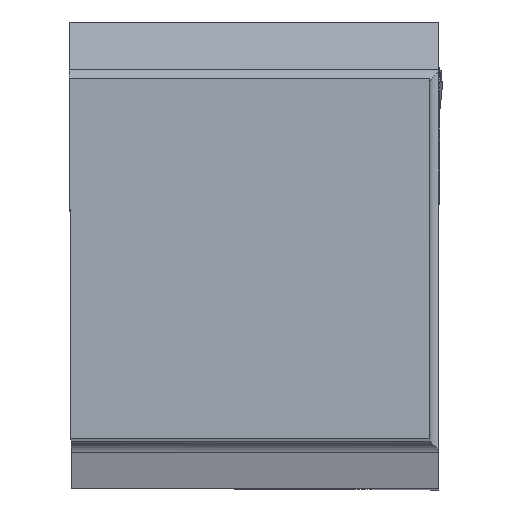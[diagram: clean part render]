
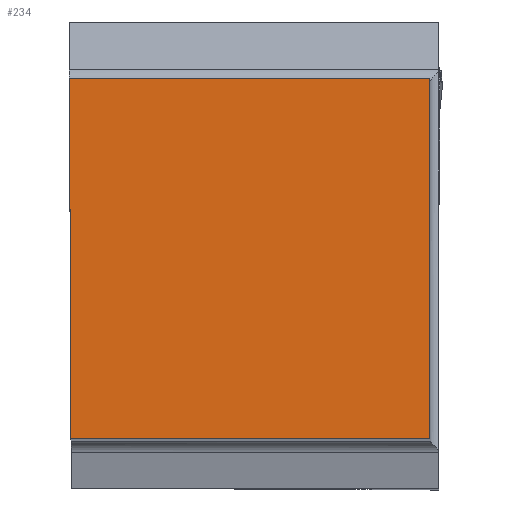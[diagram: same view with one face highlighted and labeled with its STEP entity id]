
A CAD part, top view. The second image highlights one B-rep face of the part: STEP entity #234.
In plain terms, the highlighted planar face has unit normal (0, 0, 1).
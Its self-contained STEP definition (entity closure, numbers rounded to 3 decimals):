
#234=ADVANCED_FACE('CU_BACK_SU1',(#354),#312,.F.);
#312=PLANE('',#1714);
#354=FACE_OUTER_BOUND('',#433,.T.);
#433=EDGE_LOOP('',(#595,#596,#597,#598));
#595=ORIENTED_EDGE('',*,*,#1165,.T.);
#596=ORIENTED_EDGE('',*,*,#1166,.T.);
#597=ORIENTED_EDGE('',*,*,#1167,.T.);
#598=ORIENTED_EDGE('',*,*,#1101,.F.);
#955=VERTEX_POINT('',#2243);
#956=VERTEX_POINT('',#2245);
#1009=VERTEX_POINT('',#2480);
#1010=VERTEX_POINT('',#2482);
#1101=EDGE_CURVE('',#955,#956,#1321,.T.);
#1165=EDGE_CURVE('',#955,#1009,#1362,.T.);
#1166=EDGE_CURVE('',#1009,#1010,#1363,.T.);
#1167=EDGE_CURVE('',#1010,#956,#1364,.T.);
#1321=LINE('',#2244,#1462);
#1362=LINE('',#2479,#1503);
#1363=LINE('',#2481,#1504);
#1364=LINE('',#2483,#1505);
#1462=VECTOR('',#1831,1.);
#1503=VECTOR('',#1922,1.);
#1504=VECTOR('',#1923,1.);
#1505=VECTOR('',#1924,1.);
#1714=AXIS2_PLACEMENT_3D('',#2484,#1925,#1926);
#1831=DIRECTION('',(-0.004,1.,0.));
#1922=DIRECTION('',(1.,0.,0.));
#1923=DIRECTION('',(0.,1.,0.));
#1924=DIRECTION('',(-1.,0.,0.));
#1925=DIRECTION('',(0.,0.,-1.));
#1926=DIRECTION('',(-1.,0.,0.));
#2243=CARTESIAN_POINT('',(0.166,0.,0.));
#2244=CARTESIAN_POINT('',(-0.086,57.696,0.));
#2245=CARTESIAN_POINT('',(0.,37.973,0.));
#2479=CARTESIAN_POINT('',(63.408,0.,0.));
#2480=CARTESIAN_POINT('',(37.973,0.,0.));
#2481=CARTESIAN_POINT('',(37.973,57.973,0.));
#2482=CARTESIAN_POINT('',(37.973,37.973,0.));
#2483=CARTESIAN_POINT('',(63.408,37.973,0.));
#2484=CARTESIAN_POINT('',(63.408,57.973,0.));
